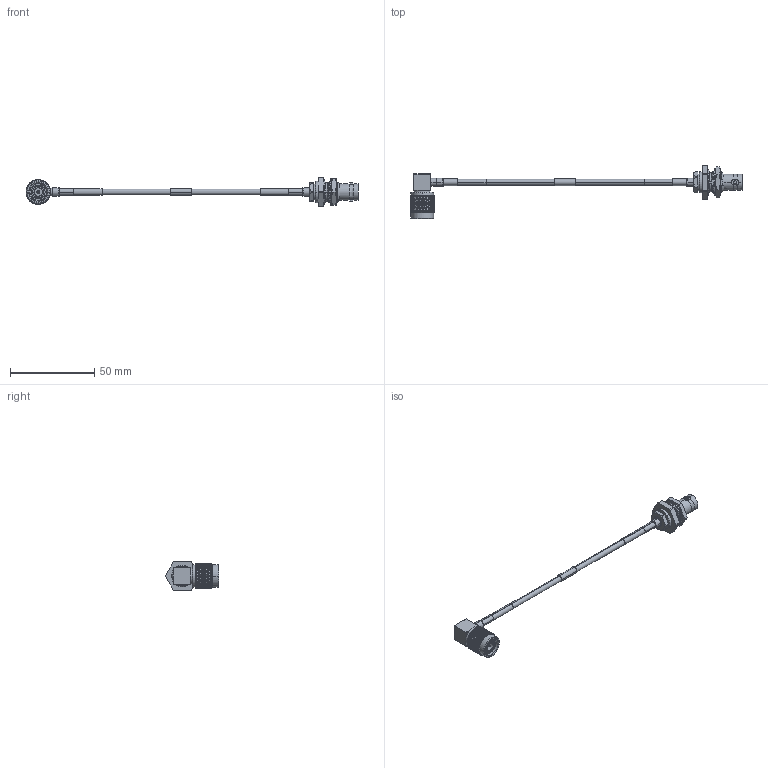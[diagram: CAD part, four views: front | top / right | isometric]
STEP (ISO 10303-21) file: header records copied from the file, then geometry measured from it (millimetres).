
FILE_DESCRIPTION (( 'STEP AP214' ), '1' );
FILE_NAME ('LCCA30528_3D.STEP', '2020-05-11T20:01:44', ( '' ), ( '' ), 'SwSTEP 2.0', 'SolidWorks 2018', '' );
FILE_SCHEMA (( 'AUTOMOTIVE_DESIGN' ));
Length unit declared in the file: inch
Products named in the file (6): LCCN3061; LC141TBJ-PROD; LCCN3065; 1AW01-003_.152 ID; LC141TBJ (141 Formable with HeatShrink); LCCA30528_3D
Assembly tree (7 placements, depth 3):
  LCCA30528_3D
    LC141TBJ-PROD
      LC141TBJ (141 Formable with HeatShrink)
      1AW01-003_.152 ID  x3
    LCCN3061
    LCCN3065
Bounding box: 196.84 x 31.45 x 17.5 mm (x, y, z)
Volume: 7557 mm3; surface area: 9756.8 mm2
Topology: 11 solids, 11 shells, 2947 faces, 6418 edges, 3518 vertices
Faces by surface type: bspline 2075, cylinder 681, plane 125, cone 64, torus 2
Entity records: 120701 total; most frequent: CARTESIAN_POINT 79029, ORIENTED_EDGE 12788, EDGE_CURVE 6394, VERTEX_POINT 3502, DIRECTION 3068, EDGE_LOOP 2972, FACE_OUTER_BOUND 2935, ADVANCED_FACE 2935
